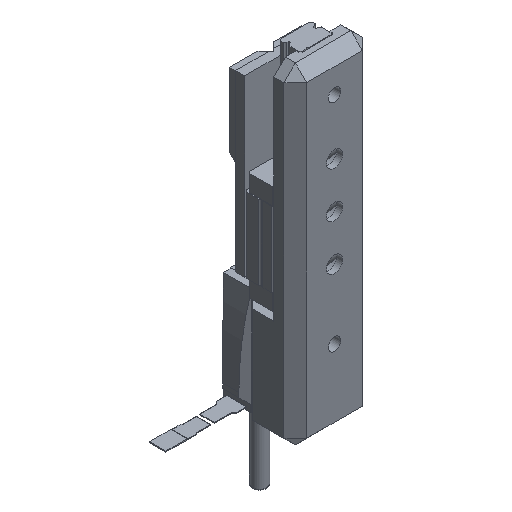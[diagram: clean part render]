
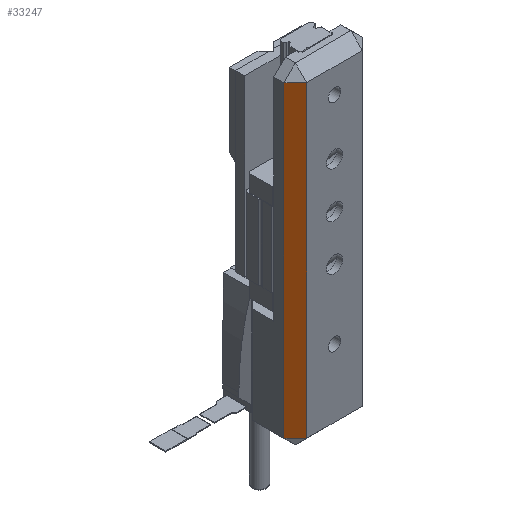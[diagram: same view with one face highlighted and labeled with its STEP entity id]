
A CAD part, isometric view. The second image highlights one B-rep face of the part: STEP entity #33247.
In plain terms, the highlighted planar face has unit normal (-0.705, -0.709, 0).
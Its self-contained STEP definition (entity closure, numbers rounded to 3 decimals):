
#32876 = VERTEX_POINT('',#32877);
#32877 = CARTESIAN_POINT('',(-7.735,-4.984,-88.824));
#32886 = PLANE('',#32887);
#32887 = AXIS2_PLACEMENT_3D('',#32888,#32889,#32890);
#32888 = CARTESIAN_POINT('',(-10.91,-4.992,0.));
#32889 = DIRECTION('',(0.002,-1.,0.));
#32890 = DIRECTION('',(1.,0.002,
    0.));
#32939 = VERTEX_POINT('',#32940);
#32940 = CARTESIAN_POINT('',(-7.735,-4.984,-3.175));
#32966 = EDGE_CURVE('',#32939,#32876,#32967,.T.);
#32967 = SURFACE_CURVE('',#32968,(#32972,#32979),.PCURVE_S1.);
#32968 = LINE('',#32969,#32970);
#32969 = CARTESIAN_POINT('',(-7.735,-4.984,0.)
  );
#32970 = VECTOR('',#32971,1.);
#32971 = DIRECTION('',(-0.,0.,-1.));
#32972 = PCURVE('',#32886,#32973);
#32973 = DEFINITIONAL_REPRESENTATION('',(#32974),#32978);
#32974 = LINE('',#32975,#32976);
#32975 = CARTESIAN_POINT('',(3.175,0.));
#32976 = VECTOR('',#32977,1.);
#32977 = DIRECTION('',(0.,-1.));
#32978 = ( GEOMETRIC_REPRESENTATION_CONTEXT(2) 
PARAMETRIC_REPRESENTATION_CONTEXT() REPRESENTATION_CONTEXT('2D SPACE',''
  ) );
#32979 = PCURVE('',#32980,#32985);
#32980 = PLANE('',#32981);
#32981 = AXIS2_PLACEMENT_3D('',#32982,#32983,#32984);
#32982 = CARTESIAN_POINT('',(-9.326,-3.401,0.)
  );
#32983 = DIRECTION('',(-0.705,-0.709,0.));
#32984 = DIRECTION('',(0.,0.,1.));
#32985 = DEFINITIONAL_REPRESENTATION('',(#32986),#32990);
#32986 = LINE('',#32987,#32988);
#32987 = CARTESIAN_POINT('',(0.,-2.245));
#32988 = VECTOR('',#32989,1.);
#32989 = DIRECTION('',(-1.,0.));
#32990 = ( GEOMETRIC_REPRESENTATION_CONTEXT(2) 
PARAMETRIC_REPRESENTATION_CONTEXT() REPRESENTATION_CONTEXT('2D SPACE',''
  ) );
#33181 = PLANE('',#33182);
#33182 = AXIS2_PLACEMENT_3D('',#33183,#33184,#33185);
#33183 = CARTESIAN_POINT('',(-7.735,-4.984,-88.824));
#33184 = DIRECTION('',(-0.576,-0.579,-0.577));
#33185 = DIRECTION('',(-0.707,-0.002,
    0.707));
#33247 = ADVANCED_FACE('',(#33248),#32980,.T.);
#33248 = FACE_BOUND('',#33249,.F.);
#33249 = EDGE_LOOP('',(#33250,#33251,#33274,#33302));
#33250 = ORIENTED_EDGE('',*,*,#32966,.T.);
#33251 = ORIENTED_EDGE('',*,*,#33252,.T.);
#33252 = EDGE_CURVE('',#32876,#33253,#33255,.T.);
#33253 = VERTEX_POINT('',#33254);
#33254 = CARTESIAN_POINT('',(-10.918,-1.817,-88.824));
#33255 = SURFACE_CURVE('',#33256,(#33260,#33267),.PCURVE_S1.);
#33256 = LINE('',#33257,#33258);
#33257 = CARTESIAN_POINT('',(-8.531,-4.193,-88.824));
#33258 = VECTOR('',#33259,1.);
#33259 = DIRECTION('',(-0.709,0.705,0.));
#33260 = PCURVE('',#32980,#33261);
#33261 = DEFINITIONAL_REPRESENTATION('',(#33262),#33266);
#33262 = LINE('',#33263,#33264);
#33263 = CARTESIAN_POINT('',(-88.824,-1.123));
#33264 = VECTOR('',#33265,1.);
#33265 = DIRECTION('',(0.,1.));
#33266 = ( GEOMETRIC_REPRESENTATION_CONTEXT(2) 
PARAMETRIC_REPRESENTATION_CONTEXT() REPRESENTATION_CONTEXT('2D SPACE',''
  ) );
#33267 = PCURVE('',#33181,#33268);
#33268 = DEFINITIONAL_REPRESENTATION('',(#33269),#33273);
#33269 = LINE('',#33270,#33271);
#33270 = CARTESIAN_POINT('',(0.561,0.972));
#33271 = VECTOR('',#33272,1.);
#33272 = DIRECTION('',(0.5,0.866));
#33273 = ( GEOMETRIC_REPRESENTATION_CONTEXT(2) 
PARAMETRIC_REPRESENTATION_CONTEXT() REPRESENTATION_CONTEXT('2D SPACE',''
  ) );
#33274 = ORIENTED_EDGE('',*,*,#33275,.F.);
#33275 = EDGE_CURVE('',#33276,#33253,#33278,.T.);
#33276 = VERTEX_POINT('',#33277);
#33277 = CARTESIAN_POINT('',(-10.918,-1.817,-3.175));
#33278 = SURFACE_CURVE('',#33279,(#33283,#33290),.PCURVE_S1.);
#33279 = LINE('',#33280,#33281);
#33280 = CARTESIAN_POINT('',(-10.918,-1.817,0.)
  );
#33281 = VECTOR('',#33282,1.);
#33282 = DIRECTION('',(-0.,0.,-1.));
#33283 = PCURVE('',#32980,#33284);
#33284 = DEFINITIONAL_REPRESENTATION('',(#33285),#33289);
#33285 = LINE('',#33286,#33287);
#33286 = CARTESIAN_POINT('',(0.,2.245));
#33287 = VECTOR('',#33288,1.);
#33288 = DIRECTION('',(-1.,0.));
#33289 = ( GEOMETRIC_REPRESENTATION_CONTEXT(2) 
PARAMETRIC_REPRESENTATION_CONTEXT() REPRESENTATION_CONTEXT('2D SPACE',''
  ) );
#33290 = PCURVE('',#33291,#33296);
#33291 = PLANE('',#33292);
#33292 = AXIS2_PLACEMENT_3D('',#33293,#33294,#33295);
#33293 = CARTESIAN_POINT('',(-10.946,10.134,0.));
#33294 = DIRECTION('',(-1.,-0.002,-0.));
#33295 = DIRECTION('',(0.002,-1.,0.));
#33296 = DEFINITIONAL_REPRESENTATION('',(#33297),#33301);
#33297 = LINE('',#33298,#33299);
#33298 = CARTESIAN_POINT('',(11.951,0.));
#33299 = VECTOR('',#33300,1.);
#33300 = DIRECTION('',(0.,-1.));
#33301 = ( GEOMETRIC_REPRESENTATION_CONTEXT(2) 
PARAMETRIC_REPRESENTATION_CONTEXT() REPRESENTATION_CONTEXT('2D SPACE',''
  ) );
#33302 = ORIENTED_EDGE('',*,*,#33303,.F.);
#33303 = EDGE_CURVE('',#32939,#33276,#33304,.T.);
#33304 = SURFACE_CURVE('',#33305,(#33309,#33316),.PCURVE_S1.);
#33305 = LINE('',#33306,#33307);
#33306 = CARTESIAN_POINT('',(-9.326,-3.401,-3.175));
#33307 = VECTOR('',#33308,1.);
#33308 = DIRECTION('',(-0.709,0.705,0.));
#33309 = PCURVE('',#32980,#33310);
#33310 = DEFINITIONAL_REPRESENTATION('',(#33311),#33315);
#33311 = LINE('',#33312,#33313);
#33312 = CARTESIAN_POINT('',(-3.175,0.));
#33313 = VECTOR('',#33314,1.);
#33314 = DIRECTION('',(0.,1.));
#33315 = ( GEOMETRIC_REPRESENTATION_CONTEXT(2) 
PARAMETRIC_REPRESENTATION_CONTEXT() REPRESENTATION_CONTEXT('2D SPACE',''
  ) );
#33316 = PCURVE('',#33317,#33322);
#33317 = PLANE('',#33318);
#33318 = AXIS2_PLACEMENT_3D('',#33319,#33320,#33321);
#33319 = CARTESIAN_POINT('',(-7.743,-1.809,0.));
#33320 = DIRECTION('',(-0.576,-0.579,0.577));
#33321 = DIRECTION('',(-0.709,0.705,0.
    ));
#33322 = DEFINITIONAL_REPRESENTATION('',(#33323),#33327);
#33323 = LINE('',#33324,#33325);
#33324 = CARTESIAN_POINT('',(0.,3.889));
#33325 = VECTOR('',#33326,1.);
#33326 = DIRECTION('',(1.,0.));
#33327 = ( GEOMETRIC_REPRESENTATION_CONTEXT(2) 
PARAMETRIC_REPRESENTATION_CONTEXT() REPRESENTATION_CONTEXT('2D SPACE',''
  ) );
